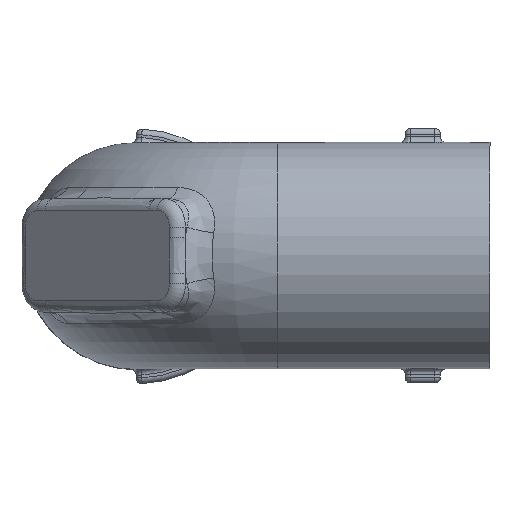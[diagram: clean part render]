
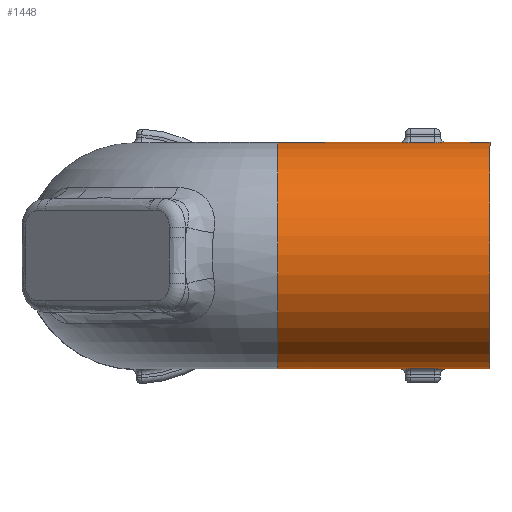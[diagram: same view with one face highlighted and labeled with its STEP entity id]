
A CAD part, top view. The second image highlights one B-rep face of the part: STEP entity #1448.
In plain terms, the highlighted cylindrical face has radius 8 mm (diameter 16 mm), a full revolution.
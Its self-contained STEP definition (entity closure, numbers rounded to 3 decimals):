
#70=B_SPLINE_CURVE_WITH_KNOTS('',3,(#2745,#2746,#2747,#2748,#2749),
 .UNSPECIFIED.,.F.,.F.,(4,1,4),(-0.126,-0.054,
0.),.UNSPECIFIED.);
#71=B_SPLINE_CURVE_WITH_KNOTS('',3,(#2785,#2786,#2787,#2788,#2789),
 .UNSPECIFIED.,.F.,.F.,(4,1,4),(-0.126,-0.072,
0.),.UNSPECIFIED.);
#73=B_SPLINE_CURVE_WITH_KNOTS('',3,(#2829,#2830,#2831,#2832,#2833),
 .UNSPECIFIED.,.F.,.F.,(4,1,4),(-0.126,-0.054,
0.),.UNSPECIFIED.);
#76=B_SPLINE_CURVE_WITH_KNOTS('',3,(#2892,#2893,#2894,#2895,#2896),
 .UNSPECIFIED.,.F.,.F.,(4,1,4),(-0.126,-0.054,
0.),.UNSPECIFIED.);
#147=CYLINDRICAL_SURFACE('',#1625,8.);
#225=FACE_OUTER_BOUND('',#325,.T.);
#325=EDGE_LOOP('',(#1234,#1235,#1236,#1237,#1238,#1239,#1240,#1241,#1242,
#1243,#1244,#1245,#1246,#1247,#1248,#1249));
#384=LINE('',#2800,#448);
#386=LINE('',#2899,#450);
#400=LINE('',#2944,#464);
#401=LINE('',#2945,#465);
#448=VECTOR('',#1900,10.);
#450=VECTOR('',#1928,10.);
#464=VECTOR('',#1994,8.);
#465=VECTOR('',#1995,8.);
#491=CIRCLE('',#1506,8.);
#530=CIRCLE('',#1570,8.);
#551=CIRCLE('',#1601,8.);
#552=CIRCLE('',#1602,8.);
#561=CIRCLE('',#1620,8.);
#562=CIRCLE('',#1621,8.);
#601=VERTEX_POINT('',#2151);
#658=VERTEX_POINT('',#2700);
#662=VERTEX_POINT('',#2742);
#663=VERTEX_POINT('',#2744);
#667=VERTEX_POINT('',#2783);
#668=VERTEX_POINT('',#2784);
#671=VERTEX_POINT('',#2827);
#672=VERTEX_POINT('',#2828);
#683=VERTEX_POINT('',#2889);
#684=VERTEX_POINT('',#2891);
#685=VERTEX_POINT('',#2902);
#689=VERTEX_POINT('',#2935);
#731=EDGE_CURVE('',#601,#601,#491,.T.);
#824=EDGE_CURVE('',#658,#658,#530,.T.);
#830=EDGE_CURVE('',#662,#663,#70,.T.);
#835=EDGE_CURVE('',#667,#668,#71,.T.);
#839=EDGE_CURVE('',#668,#662,#384,.T.);
#841=EDGE_CURVE('',#671,#672,#73,.T.);
#853=EDGE_CURVE('',#683,#684,#76,.T.);
#855=EDGE_CURVE('',#672,#683,#386,.T.);
#857=EDGE_CURVE('',#684,#685,#551,.T.);
#858=EDGE_CURVE('',#685,#667,#552,.T.);
#877=EDGE_CURVE('',#663,#689,#561,.T.);
#878=EDGE_CURVE('',#689,#671,#562,.T.);
#882=EDGE_CURVE('',#601,#689,#400,.T.);
#883=EDGE_CURVE('',#685,#658,#401,.T.);
#1234=ORIENTED_EDGE('',*,*,#731,.F.);
#1235=ORIENTED_EDGE('',*,*,#882,.T.);
#1236=ORIENTED_EDGE('',*,*,#877,.F.);
#1237=ORIENTED_EDGE('',*,*,#830,.F.);
#1238=ORIENTED_EDGE('',*,*,#839,.F.);
#1239=ORIENTED_EDGE('',*,*,#835,.F.);
#1240=ORIENTED_EDGE('',*,*,#858,.F.);
#1241=ORIENTED_EDGE('',*,*,#883,.T.);
#1242=ORIENTED_EDGE('',*,*,#824,.T.);
#1243=ORIENTED_EDGE('',*,*,#883,.F.);
#1244=ORIENTED_EDGE('',*,*,#857,.F.);
#1245=ORIENTED_EDGE('',*,*,#853,.F.);
#1246=ORIENTED_EDGE('',*,*,#855,.F.);
#1247=ORIENTED_EDGE('',*,*,#841,.F.);
#1248=ORIENTED_EDGE('',*,*,#878,.F.);
#1249=ORIENTED_EDGE('',*,*,#882,.F.);
#1448=ADVANCED_FACE('',(#225),#147,.T.);
#1506=AXIS2_PLACEMENT_3D('',#2152,#1714,#1715);
#1570=AXIS2_PLACEMENT_3D('',#2701,#1866,#1867);
#1601=AXIS2_PLACEMENT_3D('',#2903,#1932,#1933);
#1602=AXIS2_PLACEMENT_3D('',#2904,#1934,#1935);
#1620=AXIS2_PLACEMENT_3D('',#2936,#1980,#1981);
#1621=AXIS2_PLACEMENT_3D('',#2937,#1982,#1983);
#1625=AXIS2_PLACEMENT_3D('',#2943,#1992,#1993);
#1714=DIRECTION('center_axis',(1.,0.,0.));
#1715=DIRECTION('ref_axis',(0.,0.,
1.));
#1866=DIRECTION('center_axis',(1.,0.,0.));
#1867=DIRECTION('ref_axis',(0.,0.,
1.));
#1900=DIRECTION('',(1.,0.,0.));
#1928=DIRECTION('',(-1.,0.,0.));
#1932=DIRECTION('center_axis',(1.,0.,0.));
#1933=DIRECTION('ref_axis',(0.,0.,
-1.));
#1934=DIRECTION('center_axis',(1.,0.,0.));
#1935=DIRECTION('ref_axis',(0.,0.,
-1.));
#1980=DIRECTION('center_axis',(-1.,0.,0.));
#1981=DIRECTION('ref_axis',(0.,0.,
-1.));
#1982=DIRECTION('center_axis',(-1.,0.,0.));
#1983=DIRECTION('ref_axis',(0.,0.,
-1.));
#1992=DIRECTION('center_axis',(1.,0.,0.));
#1993=DIRECTION('ref_axis',(0.,0.,
1.));
#1994=DIRECTION('',(-1.,0.,0.));
#1995=DIRECTION('',(-1.,0.,0.));
#2151=CARTESIAN_POINT('',(25.,-10.,57.));
#2152=CARTESIAN_POINT('Origin',(25.,-10.,65.));
#2700=CARTESIAN_POINT('',(10.,-10.,57.));
#2701=CARTESIAN_POINT('Origin',(10.,-10.,65.));
#2742=CARTESIAN_POINT('',(21.1,-2.009,65.381));
#2744=CARTESIAN_POINT('',(21.9,-2.009,64.619));
#2745=CARTESIAN_POINT('Ctrl Pts',(21.1,-2.009,65.381));
#2746=CARTESIAN_POINT('Ctrl Pts',(21.339,-2.009,65.381));
#2747=CARTESIAN_POINT('Ctrl Pts',(21.754,-1.997,65.189));
#2748=CARTESIAN_POINT('Ctrl Pts',(21.9,-2.001,64.79));
#2749=CARTESIAN_POINT('Ctrl Pts',(21.9,-2.009,64.619));
#2783=CARTESIAN_POINT('',(18.6,-2.009,64.619));
#2784=CARTESIAN_POINT('',(19.4,-2.009,65.381));
#2785=CARTESIAN_POINT('Ctrl Pts',(18.6,-2.009,64.619));
#2786=CARTESIAN_POINT('Ctrl Pts',(18.6,-2.001,64.79));
#2787=CARTESIAN_POINT('Ctrl Pts',(18.746,-1.997,65.189));
#2788=CARTESIAN_POINT('Ctrl Pts',(19.161,-2.009,65.381));
#2789=CARTESIAN_POINT('Ctrl Pts',(19.4,-2.009,65.381));
#2800=CARTESIAN_POINT('',(10.,-2.009,65.381));
#2827=CARTESIAN_POINT('',(21.9,-17.991,64.619));
#2828=CARTESIAN_POINT('',(21.1,-17.991,65.381));
#2829=CARTESIAN_POINT('Ctrl Pts',(21.9,-17.991,64.619));
#2830=CARTESIAN_POINT('Ctrl Pts',(21.9,-18.002,64.847));
#2831=CARTESIAN_POINT('Ctrl Pts',(21.699,-18.,65.242));
#2832=CARTESIAN_POINT('Ctrl Pts',(21.28,-17.991,65.381));
#2833=CARTESIAN_POINT('Ctrl Pts',(21.1,-17.991,65.381));
#2889=CARTESIAN_POINT('',(19.4,-17.991,65.381));
#2891=CARTESIAN_POINT('',(18.6,-17.991,64.619));
#2892=CARTESIAN_POINT('Ctrl Pts',(19.4,-17.991,65.381));
#2893=CARTESIAN_POINT('Ctrl Pts',(19.161,-17.991,65.381));
#2894=CARTESIAN_POINT('Ctrl Pts',(18.746,-18.003,65.189));
#2895=CARTESIAN_POINT('Ctrl Pts',(18.6,-17.999,64.79));
#2896=CARTESIAN_POINT('Ctrl Pts',(18.6,-17.991,64.619));
#2899=CARTESIAN_POINT('',(10.,-17.991,65.381));
#2902=CARTESIAN_POINT('',(18.6,-10.,57.));
#2903=CARTESIAN_POINT('Origin',(18.6,-10.,65.));
#2904=CARTESIAN_POINT('Origin',(18.6,-10.,65.));
#2935=CARTESIAN_POINT('',(21.9,-10.,57.));
#2936=CARTESIAN_POINT('Origin',(21.9,-10.,65.));
#2937=CARTESIAN_POINT('Origin',(21.9,-10.,65.));
#2943=CARTESIAN_POINT('Origin',(10.,-10.,65.));
#2944=CARTESIAN_POINT('',(10.,-10.,57.));
#2945=CARTESIAN_POINT('',(10.,-10.,57.));
